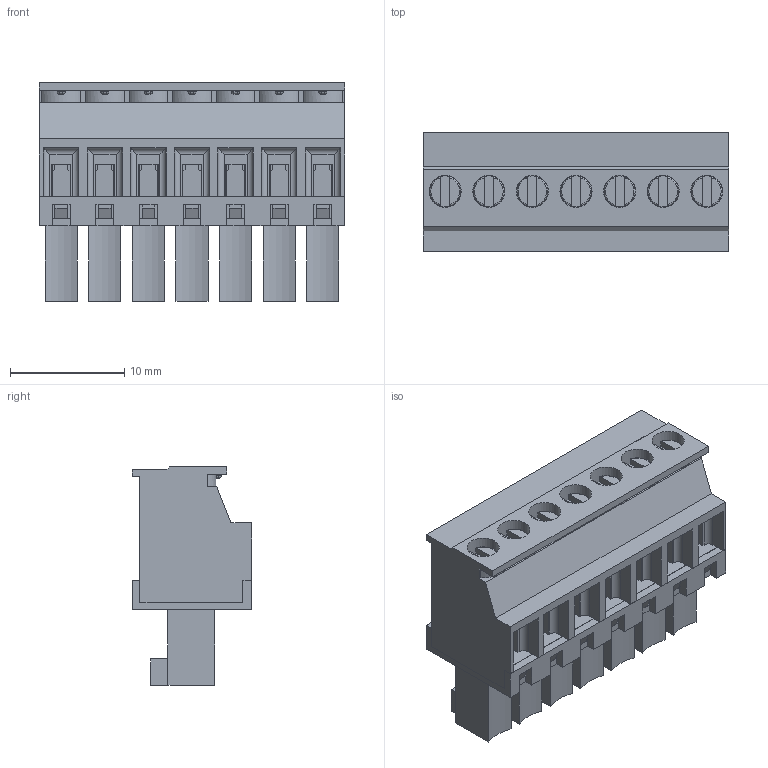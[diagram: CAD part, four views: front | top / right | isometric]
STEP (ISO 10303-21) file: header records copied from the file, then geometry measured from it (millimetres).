
FILE_DESCRIPTION( ( 'Unknown' ), '1' );
FILE_NAME( '691366310007.stp', 'Unknown', ( 'Unknown' ), ( 'Unknown' ), 'PSStep 18.0.17', 'Unknown', ' ' );
FILE_SCHEMA( ( 'AUTOMOTIVE_DESIGN { 1 0 10303 214 1 1 1 1 }' ) );
Length unit declared in the file: millimetre
Products named in the file (6): Assem1; 6913663100xx_VIS; 6913663100xx_CAGE; 6913663100xx; 691366310007; 691366310007_CAPOT
Assembly tree (23 placements, depth 2):
  Assem1
    6913663100xx_VIS  x7
    6913663100xx_CAGE  x7
    6913663100xx  x7
    691366310007
    691366310007_CAPOT
Bounding box: 26.67 x 10.4 x 19.1 mm (x, y, z)
Volume: 2254.8 mm3; surface area: 7426.3 mm2
Topology: 23 solids, 23 shells, 1484 faces, 4069 edges, 2617 vertices
Faces by surface type: plane 1106, cylinder 329, torus 21, cone 14, sphere 14
Full cylindrical faces by diameter (mm): 1.2 x7, 1.598 x7, 1.75 x7, 1.9 x14, 2.7 x7, 2.8 x7
Entity records: 34143 total; most frequent: CARTESIAN_POINT 5001, ORIENTED_EDGE 4686, DIRECTION 4334, EDGE_CURVE 2343, LINE 2064, VECTOR 2064, VERTEX_POINT 1527, AXIS2_PLACEMENT_3D 1135
